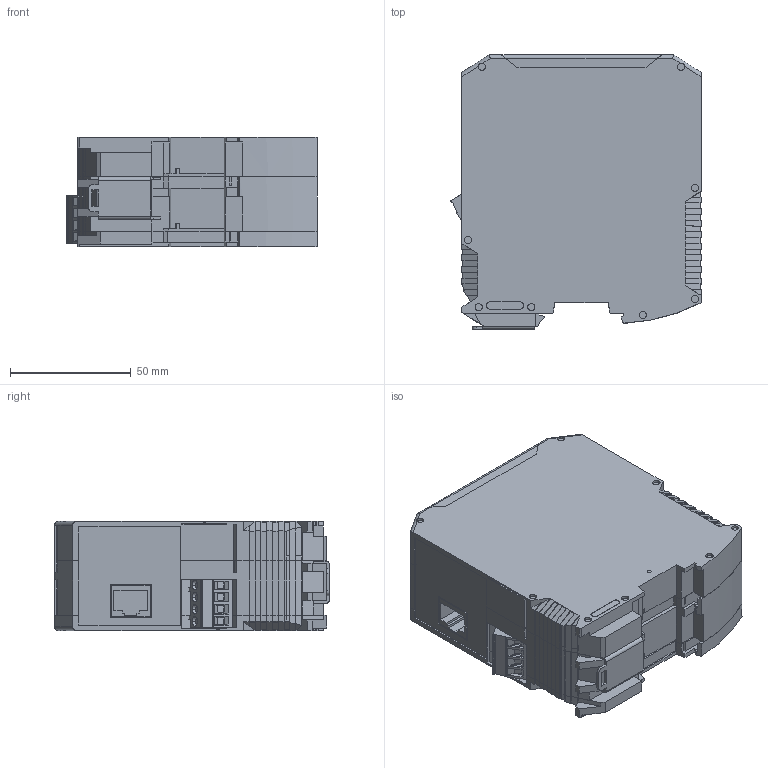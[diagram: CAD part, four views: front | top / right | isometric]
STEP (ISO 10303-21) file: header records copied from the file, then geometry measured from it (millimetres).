
FILE_DESCRIPTION((''),'2;1');
FILE_NAME('DM_CAD-2084_KPL_ASM','2015-03-09T',('Creinig-se'),(''),'PRO/ENGINEER BY PARAMETRIC TECHNOLOGY CORPORATION, 2013050','PRO/ENGINEER BY PARAMETRIC TECHNOLOGY CORPORATION, 2013050','');
FILE_SCHEMA(('CONFIG_CONTROL_DESIGN'));
Length unit declared in the file: millimetre
Products named in the file (10): DM_CAD-2084_ME_MAX_GEH-L_U-_AF0; DM_CAD-2084_ME_MAX_45_MT_AF0; DM_CAD-2084_22_5_GEH-R_U-U1; DM_CAD-2084_VAL-M_FUSSRIEGEL; DM_CAD-2084_PLATE_U42_GEAEN_AF1; DM_CAD-2084_ME_MAX_45_DKL; DM_CAD-2084_PLATE_U42_GEAEN_AF3; DM_CAD-2084_MSTBT_4ST; DM_CAD-2084_BLOCK; DM_CAD-2084_KPL_ASM
Assembly tree (10 placements, depth 2):
  DM_CAD-2084_KPL_ASM
    DM_CAD-2084_ME_MAX_GEH-L_U-_AF0
    DM_CAD-2084_ME_MAX_45_MT_AF0
    DM_CAD-2084_22_5_GEH-R_U-U1
    DM_CAD-2084_VAL-M_FUSSRIEGEL
    DM_CAD-2084_PLATE_U42_GEAEN_AF1
    DM_CAD-2084_ME_MAX_45_DKL
    DM_CAD-2084_PLATE_U42_GEAEN_AF3
    DM_CAD-2084_MSTBT_4ST
    DM_CAD-2084_BLOCK  x2
Bounding box: 103.54 x 113.6 x 45.2 mm (x, y, z)
Volume: 470221.4 mm3; surface area: 105864.8 mm2
Topology: 10 solids, 12 shells, 1180 faces, 3162 edges, 2079 vertices
Faces by surface type: plane 997, cylinder 183
Entity records: 45796 total; most frequent: CARTESIAN_POINT 6500, ORIENTED_EDGE 6228, DIRECTION 5826, PRESENTATION_STYLE_ASSIGNMENT 3143, STYLED_ITEM 3123, CURVE_STYLE 3114, EDGE_CURVE 3114, VECTOR 2706
